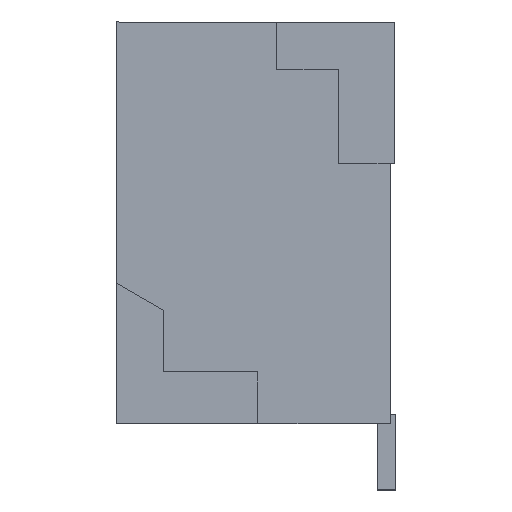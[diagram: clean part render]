
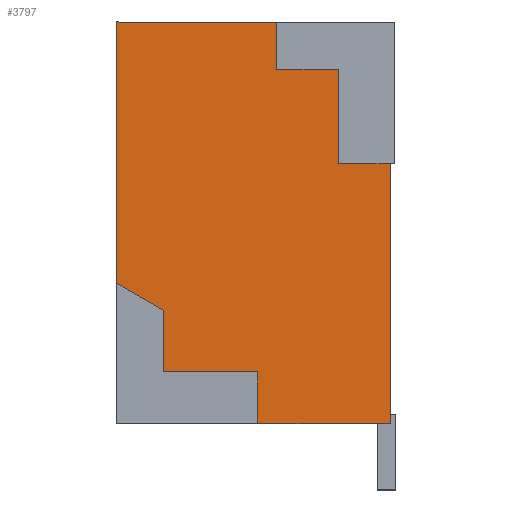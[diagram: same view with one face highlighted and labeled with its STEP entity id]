
A CAD part, left-side view. The second image highlights one B-rep face of the part: STEP entity #3797.
In plain terms, the highlighted planar face has unit normal (-1, 0, 0).
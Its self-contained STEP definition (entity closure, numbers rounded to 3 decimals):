
#118=FACE_OUTER_BOUND('',#320,.T.);
#320=EDGE_LOOP('',(#2818,#2819,#2820,#2821,#2822,#2823,#2824,#2825,#2826,
#2827,#2828,#2829));
#608=LINE('',#5383,#1122);
#629=LINE('',#5428,#1143);
#652=LINE('',#5472,#1166);
#706=LINE('',#5581,#1220);
#720=LINE('',#5609,#1234);
#721=LINE('',#5610,#1235);
#722=LINE('',#5612,#1236);
#723=LINE('',#5614,#1237);
#724=LINE('',#5615,#1238);
#725=LINE('',#5617,#1239);
#726=LINE('',#5619,#1240);
#727=LINE('',#5620,#1241);
#1122=VECTOR('',#4427,1000.);
#1143=VECTOR('',#4470,1000.);
#1166=VECTOR('',#4497,1000.);
#1220=VECTOR('',#4559,1000.);
#1234=VECTOR('',#4583,1000.);
#1235=VECTOR('',#4584,1000.);
#1236=VECTOR('',#4585,1000.);
#1237=VECTOR('',#4586,1000.);
#1238=VECTOR('',#4587,1000.);
#1239=VECTOR('',#4588,1000.);
#1240=VECTOR('',#4589,1000.);
#1241=VECTOR('',#4590,1000.);
#1569=VERTEX_POINT('',#5361);
#1579=VERTEX_POINT('',#5381);
#1592=VERTEX_POINT('',#5426);
#1610=VERTEX_POINT('',#5469);
#1611=VERTEX_POINT('',#5471);
#1662=VERTEX_POINT('',#5580);
#1670=VERTEX_POINT('',#5607);
#1671=VERTEX_POINT('',#5608);
#1672=VERTEX_POINT('',#5611);
#1673=VERTEX_POINT('',#5613);
#1674=VERTEX_POINT('',#5616);
#1675=VERTEX_POINT('',#5618);
#1978=EDGE_CURVE('',#1579,#1569,#608,.T.);
#1999=EDGE_CURVE('',#1592,#1579,#629,.T.);
#2022=EDGE_CURVE('',#1611,#1610,#652,.T.);
#2076=EDGE_CURVE('',#1662,#1569,#706,.T.);
#2090=EDGE_CURVE('',#1670,#1671,#720,.T.);
#2091=EDGE_CURVE('',#1671,#1611,#721,.T.);
#2092=EDGE_CURVE('',#1610,#1672,#722,.T.);
#2093=EDGE_CURVE('',#1672,#1673,#723,.T.);
#2094=EDGE_CURVE('',#1673,#1662,#724,.T.);
#2095=EDGE_CURVE('',#1592,#1674,#725,.T.);
#2096=EDGE_CURVE('',#1674,#1675,#726,.T.);
#2097=EDGE_CURVE('',#1675,#1670,#727,.T.);
#2818=ORIENTED_EDGE('',*,*,#2090,.T.);
#2819=ORIENTED_EDGE('',*,*,#2091,.T.);
#2820=ORIENTED_EDGE('',*,*,#2022,.T.);
#2821=ORIENTED_EDGE('',*,*,#2092,.T.);
#2822=ORIENTED_EDGE('',*,*,#2093,.T.);
#2823=ORIENTED_EDGE('',*,*,#2094,.T.);
#2824=ORIENTED_EDGE('',*,*,#2076,.T.);
#2825=ORIENTED_EDGE('',*,*,#1978,.F.);
#2826=ORIENTED_EDGE('',*,*,#1999,.F.);
#2827=ORIENTED_EDGE('',*,*,#2095,.T.);
#2828=ORIENTED_EDGE('',*,*,#2096,.T.);
#2829=ORIENTED_EDGE('',*,*,#2097,.T.);
#3420=PLANE('',#3999);
#3797=ADVANCED_FACE('',(#118),#3420,.F.);
#3999=AXIS2_PLACEMENT_3D('',#5606,#4581,#4582);
#4427=DIRECTION('',(0.,-1.,0.));
#4470=DIRECTION('',(0.,0.,1.));
#4497=DIRECTION('',(0.,0.,1.));
#4559=DIRECTION('',(0.,0.,1.));
#4581=DIRECTION('center_axis',(1.,0.,0.));
#4582=DIRECTION('ref_axis',(0.,0.,
-1.));
#4583=DIRECTION('',(0.,0.,-1.));
#4584=DIRECTION('',(0.,-1.,0.));
#4585=DIRECTION('',(0.,1.,0.));
#4586=DIRECTION('',(0.,0.,1.));
#4587=DIRECTION('',(0.,1.,0.));
#4588=DIRECTION('',(0.,-0.866,-0.5));
#4589=DIRECTION('',(0.,0.,-1.));
#4590=DIRECTION('',(0.,-1.,0.));
#5361=CARTESIAN_POINT('',(-7.5,1.555,3.895));
#5381=CARTESIAN_POINT('',(-7.5,3.255,3.895));
#5383=CARTESIAN_POINT('',(-7.5,3.255,3.895));
#5426=CARTESIAN_POINT('',(-7.5,3.255,1.134));
#5428=CARTESIAN_POINT('',(-7.5,3.255,-0.355));
#5469=CARTESIAN_POINT('',(-7.5,0.355,2.395));
#5471=CARTESIAN_POINT('',(-7.5,0.355,-0.355));
#5472=CARTESIAN_POINT('',(-7.5,0.355,-0.355));
#5580=CARTESIAN_POINT('',(-7.5,1.555,3.395));
#5581=CARTESIAN_POINT('',(-7.5,1.555,3.895));
#5606=CARTESIAN_POINT('Origin',(-7.5,3.255,-0.355));
#5607=CARTESIAN_POINT('',(-7.5,1.755,0.195));
#5608=CARTESIAN_POINT('',(-7.5,1.755,-0.355));
#5609=CARTESIAN_POINT('',(-7.5,1.755,0.195));
#5610=CARTESIAN_POINT('',(-7.5,3.255,-0.355));
#5611=CARTESIAN_POINT('',(-7.5,0.905,2.395));
#5612=CARTESIAN_POINT('',(-7.5,0.905,2.395));
#5613=CARTESIAN_POINT('',(-7.5,0.905,3.395));
#5614=CARTESIAN_POINT('',(-7.5,0.905,3.395));
#5615=CARTESIAN_POINT('',(-7.5,1.555,3.395));
#5616=CARTESIAN_POINT('',(-7.5,2.755,0.845));
#5617=CARTESIAN_POINT('',(-7.5,2.755,0.845));
#5618=CARTESIAN_POINT('',(-7.5,2.755,0.195));
#5619=CARTESIAN_POINT('',(-7.5,2.755,0.195));
#5620=CARTESIAN_POINT('',(-7.5,2.755,0.195));
